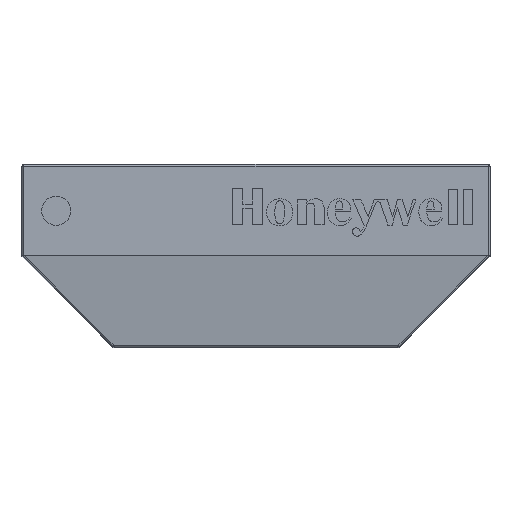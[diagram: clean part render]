
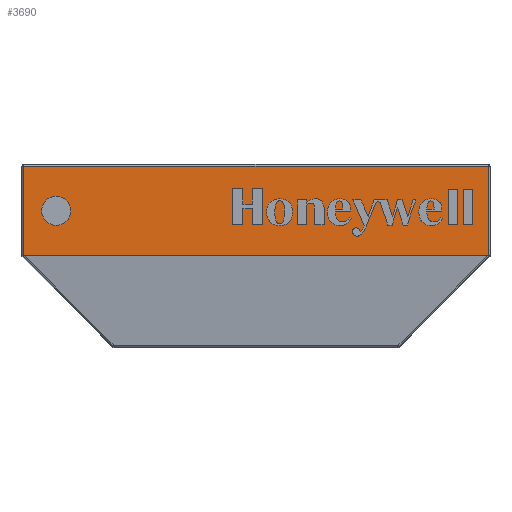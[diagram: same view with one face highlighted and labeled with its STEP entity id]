
A CAD part, top view. The second image highlights one B-rep face of the part: STEP entity #3690.
In plain terms, the highlighted planar face has unit normal (0, 0, 1).
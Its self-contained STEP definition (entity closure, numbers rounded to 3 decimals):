
#135=PLANE('',#4048);
#387=ELLIPSE('',#4037,0.17,0.015);
#388=ELLIPSE('',#4040,0.17,0.015);
#401=LINE('',#5004,#778);
#406=LINE('',#5044,#783);
#420=LINE('',#5133,#797);
#434=LINE('',#5162,#811);
#778=VECTOR('',#4228,10.);
#783=VECTOR('',#4255,10.);
#797=VECTOR('',#4307,10.);
#811=VECTOR('',#4345,10.);
#1201=FACE_OUTER_BOUND('',#1418,.T.);
#1418=EDGE_LOOP('',(#2677,#2678,#2679,#2680,#2681,#2682));
#1649=VERTEX_POINT('',#4999);
#1650=VERTEX_POINT('',#5003);
#1656=VERTEX_POINT('',#5034);
#1660=VERTEX_POINT('',#5043);
#1676=VERTEX_POINT('',#5143);
#1677=VERTEX_POINT('',#5152);
#2012=EDGE_CURVE('',#1650,#1649,#401,.T.);
#2025=EDGE_CURVE('',#1656,#1660,#406,.T.);
#2052=EDGE_CURVE('',#1649,#1656,#420,.T.);
#2060=EDGE_CURVE('',#1660,#1676,#387,.T.);
#2065=EDGE_CURVE('',#1677,#1650,#388,.T.);
#2069=EDGE_CURVE('',#1676,#1677,#434,.T.);
#2677=ORIENTED_EDGE('',*,*,#2065,.F.);
#2678=ORIENTED_EDGE('',*,*,#2069,.F.);
#2679=ORIENTED_EDGE('',*,*,#2060,.F.);
#2680=ORIENTED_EDGE('',*,*,#2025,.F.);
#2681=ORIENTED_EDGE('',*,*,#2052,.F.);
#2682=ORIENTED_EDGE('',*,*,#2012,.F.);
#3690=ADVANCED_FACE('',(#1201),#135,.T.);
#4037=AXIS2_PLACEMENT_3D('',#5146,#4322,#4323);
#4040=AXIS2_PLACEMENT_3D('',#5154,#4332,#4333);
#4048=AXIS2_PLACEMENT_3D('',#5166,#4352,#4353);
#4228=DIRECTION('',(0.,1.,0.));
#4255=DIRECTION('',(0.,-1.,0.));
#4307=DIRECTION('',(1.,0.,0.));
#4322=DIRECTION('center_axis',(0.,0.,-1.));
#4323=DIRECTION('ref_axis',(-0.707,-0.707,0.));
#4332=DIRECTION('center_axis',(0.,0.,-1.));
#4333=DIRECTION('ref_axis',(0.707,-0.707,0.));
#4345=DIRECTION('',(-1.,0.,0.));
#4352=DIRECTION('center_axis',(0.,0.,1.));
#4353=DIRECTION('ref_axis',(1.,0.,0.));
#4999=CARTESIAN_POINT('',(-2.035,0.785,5.1));
#5003=CARTESIAN_POINT('',(-2.035,0.001,5.1));
#5004=CARTESIAN_POINT('',(-2.035,0.,5.1));
#5034=CARTESIAN_POINT('',(2.035,0.785,5.1));
#5043=CARTESIAN_POINT('',(2.035,0.001,5.1));
#5044=CARTESIAN_POINT('',(2.035,0.,5.1));
#5133=CARTESIAN_POINT('',(-1.025,0.785,5.1));
#5143=CARTESIAN_POINT('',(2.031,0.,5.1));
#5146=CARTESIAN_POINT('Origin',(2.15,0.121,5.1));
#5152=CARTESIAN_POINT('',(-2.031,0.,5.1));
#5154=CARTESIAN_POINT('Origin',(-2.15,0.121,5.1));
#5162=CARTESIAN_POINT('',(-1.025,0.,5.1));
#5166=CARTESIAN_POINT('Origin',(-2.05,0.,5.1));
